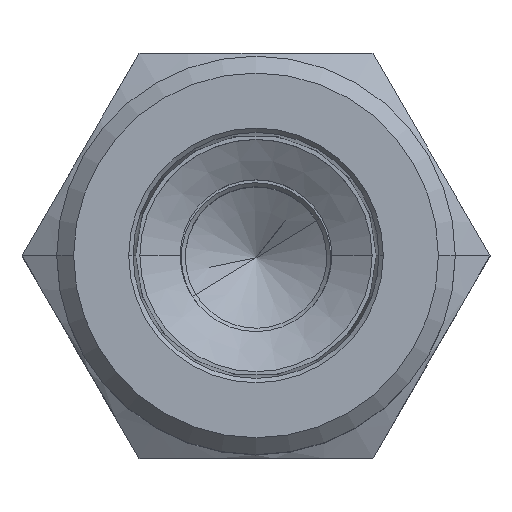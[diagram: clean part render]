
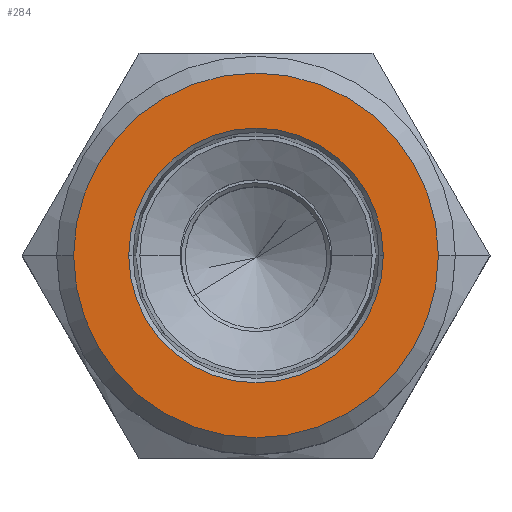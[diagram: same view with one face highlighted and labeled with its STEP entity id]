
A CAD part, top view. The second image highlights one B-rep face of the part: STEP entity #284.
In plain terms, the highlighted face is planar.
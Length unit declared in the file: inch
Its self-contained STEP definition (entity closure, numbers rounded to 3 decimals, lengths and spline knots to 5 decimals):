
#284 = ADVANCED_FACE ( 'NONE', ( #2326, #2322 ), #2321, .T. ) ;
#285 = EDGE_LOOP ( 'NONE', ( #286, #287 ) ) ;
#286 = ORIENTED_EDGE ( 'NONE', *, *, #1391, .T. ) ;
#287 = ORIENTED_EDGE ( 'NONE', *, *, #288, .T. ) ;
#288 = EDGE_CURVE ( 'NONE', #1393, #1395, #2315, .T. ) ;
#289 = EDGE_LOOP ( 'NONE', ( #290, #346 ) ) ;
#290 = ORIENTED_EDGE ( 'NONE', *, *, #291, .T. ) ;
#291 = EDGE_CURVE ( 'NONE', #1396, #1465, #2380, .T. ) ;
#346 = ORIENTED_EDGE ( 'NONE', *, *, #1467, .T. ) ;
#1391 = EDGE_CURVE ( 'NONE', #1395, #1393, #4740, .T. ) ;
#1393 = VERTEX_POINT ( 'NONE', #4735 ) ;
#1395 = VERTEX_POINT ( 'NONE', #4734 ) ;
#1396 = VERTEX_POINT ( 'NONE', #4733 ) ;
#1465 = VERTEX_POINT ( 'NONE', #4853 ) ;
#1467 = EDGE_CURVE ( 'NONE', #1465, #1396, #4851, .T. ) ;
#2312 = DIRECTION ( 'NONE',  ( -1., 0., 0. ) ) ;
#2313 = DIRECTION ( 'NONE',  ( 0., 0., 1. ) ) ;
#2314 = AXIS2_PLACEMENT_3D ( 'NONE', #2319, #2313, #2312 ) ;
#2315 = CIRCLE ( 'NONE', #2314, 0.94239 ) ;
#2316 = DIRECTION ( 'NONE',  ( -1., 0., 0. ) ) ;
#2317 = DIRECTION ( 'NONE',  ( 0., 0., -1. ) ) ;
#2318 = CARTESIAN_POINT ( 'NONE',  ( -0.86603, -1.5, -2.375 ) ) ;
#2319 = CARTESIAN_POINT ( 'NONE',  ( 0., 0., -2.375 ) ) ;
#2320 = AXIS2_PLACEMENT_3D ( 'NONE', #2318, #2317, #2316 ) ;
#2321 = PLANE ( 'NONE',  #2320 ) ;
#2322 = FACE_OUTER_BOUND ( 'NONE', #289, .T. ) ;
#2326 = FACE_BOUND ( 'NONE', #285, .T. ) ;
#2376 = DIRECTION ( 'NONE',  ( -1., 0., 0. ) ) ;
#2377 = DIRECTION ( 'NONE',  ( 0., 0., -1. ) ) ;
#2378 = CARTESIAN_POINT ( 'NONE',  ( 0., 0., -2.375 ) ) ;
#2379 = AXIS2_PLACEMENT_3D ( 'NONE', #2378, #2377, #2376 ) ;
#2380 = CIRCLE ( 'NONE', #2379, 1.35 ) ;
#4733 = CARTESIAN_POINT ( 'NONE',  ( 1.35, 0., -2.375 ) ) ;
#4734 = CARTESIAN_POINT ( 'NONE',  ( -0.94239, 0., -2.375 ) ) ;
#4735 = CARTESIAN_POINT ( 'NONE',  ( 0.94239, 0., -2.375 ) ) ;
#4736 = DIRECTION ( 'NONE',  ( -1., 0., 0. ) ) ;
#4737 = DIRECTION ( 'NONE',  ( 0., 0., 1. ) ) ;
#4738 = CARTESIAN_POINT ( 'NONE',  ( 0., 0., -2.375 ) ) ;
#4739 = AXIS2_PLACEMENT_3D ( 'NONE', #4738, #4737, #4736 ) ;
#4740 = CIRCLE ( 'NONE', #4739, 0.94239 ) ;
#4847 = DIRECTION ( 'NONE',  ( -1., 0., 0. ) ) ;
#4848 = DIRECTION ( 'NONE',  ( 0., 0., -1. ) ) ;
#4849 = CARTESIAN_POINT ( 'NONE',  ( 0., 0., -2.375 ) ) ;
#4850 = AXIS2_PLACEMENT_3D ( 'NONE', #4849, #4848, #4847 ) ;
#4851 = CIRCLE ( 'NONE', #4850, 1.35 ) ;
#4853 = CARTESIAN_POINT ( 'NONE',  ( -1.35, 0., -2.375 ) ) ;
